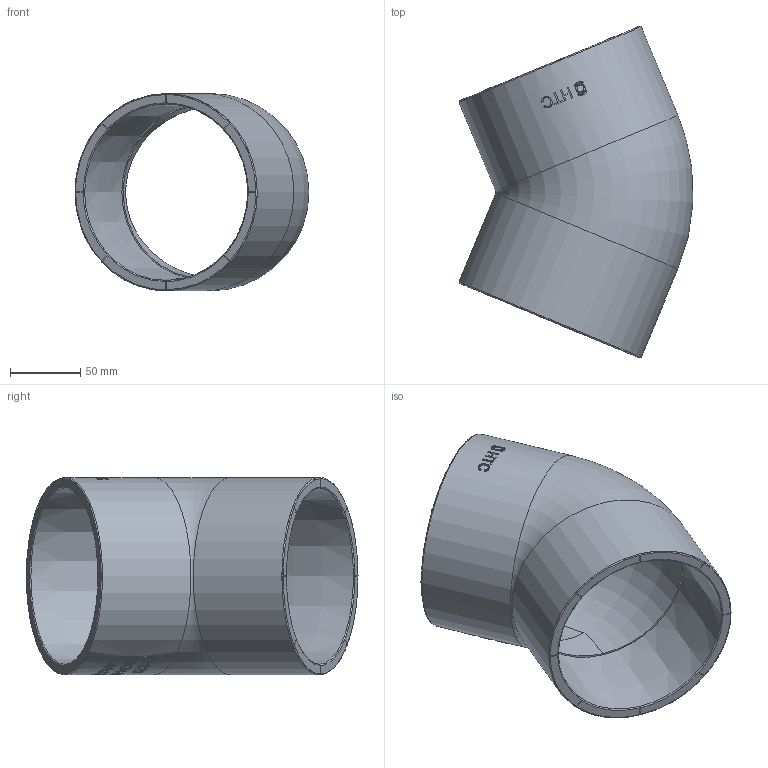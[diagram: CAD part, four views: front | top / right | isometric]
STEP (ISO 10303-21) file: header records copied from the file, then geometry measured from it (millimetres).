
FILE_DESCRIPTION(/* description */ (''),/* implementation_level */ '2;1');
FILE_NAME(/* name */ '125-45°弯头.stp',/* time_stamp */ '2025-08-15T09:42:58+08:00',/* author */ (''),/* organization */ (''),/* preprocessor_version */ 'ST-DEVELOPER v16.7',/* originating_system */ 'SIEMENS PLM Software NX 12.0',/* authorisation */ '');
FILE_SCHEMA (('AUTOMOTIVE_DESIGN { 1 0 10303 214 3 1 1 1 }'));
Length unit declared in the file: millimetre
Products named in the file (1): Admi19CCCDF70e2x
Bounding box: 166.88 x 236.83 x 140.97 mm (x, y, z)
Volume: 652751.2 mm3; surface area: 169691.1 mm2
Topology: 1 solids, 1 shells, 511 faces, 1349 edges, 883 vertices
Faces by surface type: plane 273, extrusion 173, cylinder 57, torus 6, cone 2
Full cylindrical faces by diameter (mm): 4.98 x1, 6.641 x1, 140.725 x2
Entity records: 19576 total; most frequent: CARTESIAN_POINT 7684, ORIENTED_EDGE 2650, DIRECTION 1975, EDGE_CURVE 1325, VERTEX_POINT 874, VECTOR 789, B_SPLINE_CURVE_WITH_KNOTS 626, LINE 616
